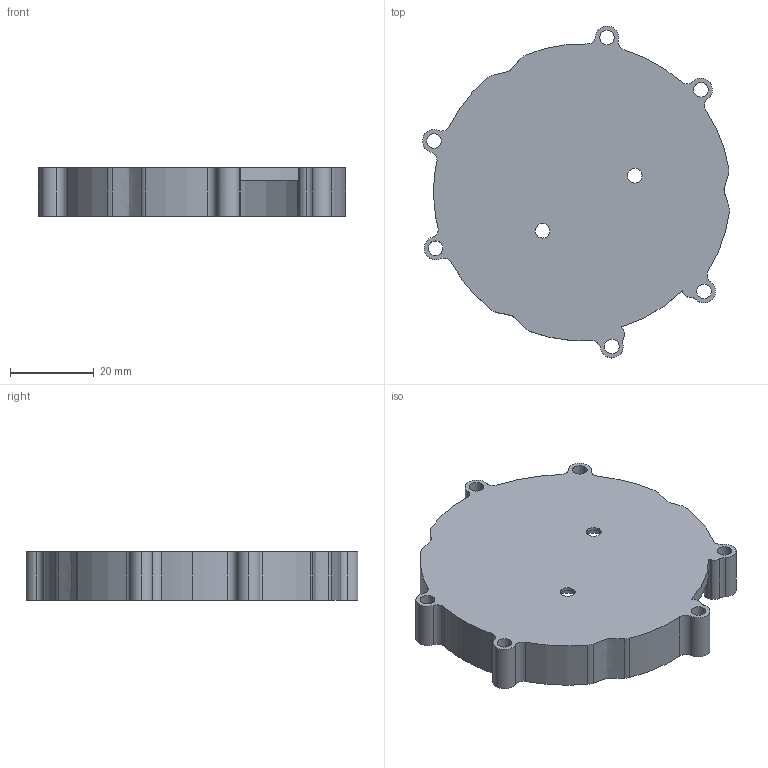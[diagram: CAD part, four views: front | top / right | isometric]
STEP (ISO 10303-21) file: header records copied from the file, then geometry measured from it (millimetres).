
FILE_DESCRIPTION (( 'STEP AP214' ), '1' );
FILE_NAME ('µç»úºó¸Ç.STEP', '2024-12-04T16:27:47', ( '' ), ( '' ), 'SwSTEP 2.0', 'SolidWorks 2024', '' );
FILE_SCHEMA (( 'AUTOMOTIVE_DESIGN' ));
Length unit declared in the file: millimetre
Products named in the file (1): 电机后盖
Bounding box: 73.4 x 79.34 x 11.5 mm (x, y, z)
Volume: 17276 mm3; surface area: 13303.1 mm2
Topology: 1 solids, 1 shells, 78 faces, 222 edges, 148 vertices
Faces by surface type: cylinder 68, plane 7, bspline 3
Entity records: 2676 total; most frequent: DIRECTION 506, CARTESIAN_POINT 476, ORIENTED_EDGE 444, EDGE_CURVE 222, AXIS2_PLACEMENT_3D 214, VERTEX_POINT 148, CIRCLE 138, EDGE_LOOP 96
